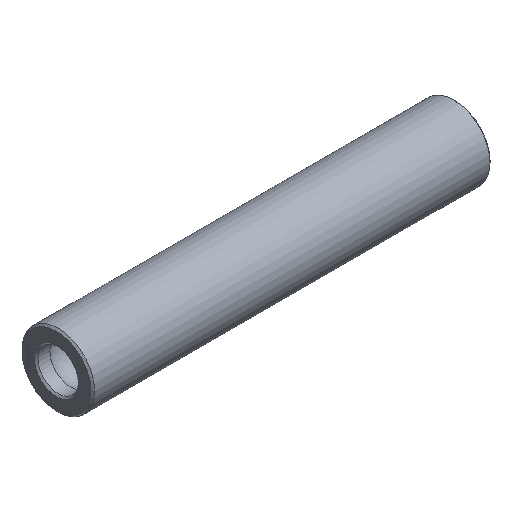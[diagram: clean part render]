
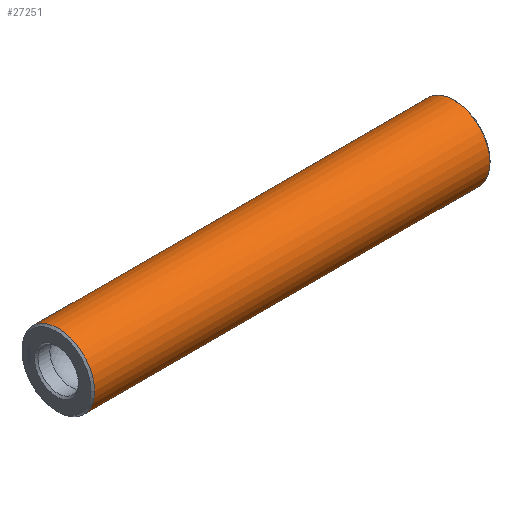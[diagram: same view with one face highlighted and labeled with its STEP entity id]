
A CAD part, isometric view. The second image highlights one B-rep face of the part: STEP entity #27251.
In plain terms, the highlighted cylindrical face has radius 6.25 mm (diameter 12.5 mm), a full revolution.
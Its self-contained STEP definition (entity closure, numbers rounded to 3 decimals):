
#134 = CONICAL_SURFACE('',#135,5.95,0.785);
#135 = AXIS2_PLACEMENT_3D('',#136,#137,#138);
#136 = CARTESIAN_POINT('',(-68.75,0.,0.));
#137 = DIRECTION('',(1.,0.,0.));
#138 = DIRECTION('',(0.,0.,1.));
#10121 = VERTEX_POINT('',#10122);
#10122 = CARTESIAN_POINT('',(-68.45,0.,6.25));
#10143 = EDGE_CURVE('',#10121,#10121,#10144,.T.);
#10144 = SURFACE_CURVE('',#10145,(#10150,#10157),.PCURVE_S1.);
#10145 = CIRCLE('',#10146,6.25);
#10146 = AXIS2_PLACEMENT_3D('',#10147,#10148,#10149);
#10147 = CARTESIAN_POINT('',(-68.45,0.,0.));
#10148 = DIRECTION('',(1.,0.,0.));
#10149 = DIRECTION('',(0.,0.,1.));
#10150 = PCURVE('',#134,#10151);
#10151 = DEFINITIONAL_REPRESENTATION('',(#10152),#10156);
#10152 = LINE('',#10153,#10154);
#10153 = CARTESIAN_POINT('',(0.,0.3));
#10154 = VECTOR('',#10155,1.);
#10155 = DIRECTION('',(1.,0.));
#10156 = ( GEOMETRIC_REPRESENTATION_CONTEXT(2) 
PARAMETRIC_REPRESENTATION_CONTEXT() REPRESENTATION_CONTEXT('2D SPACE',''
  ) );
#10157 = PCURVE('',#10158,#10163);
#10158 = CYLINDRICAL_SURFACE('',#10159,6.25);
#10159 = AXIS2_PLACEMENT_3D('',#10160,#10161,#10162);
#10160 = CARTESIAN_POINT('',(-68.45,0.,0.));
#10161 = DIRECTION('',(1.,0.,0.));
#10162 = DIRECTION('',(0.,0.,1.));
#10163 = DEFINITIONAL_REPRESENTATION('',(#10164),#10168);
#10164 = LINE('',#10165,#10166);
#10165 = CARTESIAN_POINT('',(0.,0.));
#10166 = VECTOR('',#10167,1.);
#10167 = DIRECTION('',(1.,0.));
#10168 = ( GEOMETRIC_REPRESENTATION_CONTEXT(2) 
PARAMETRIC_REPRESENTATION_CONTEXT() REPRESENTATION_CONTEXT('2D SPACE',''
  ) );
#27251 = ADVANCED_FACE('',(#27252),#10158,.T.);
#27252 = FACE_BOUND('',#27253,.T.);
#27253 = EDGE_LOOP('',(#27254,#27255,#27278,#27305));
#27254 = ORIENTED_EDGE('',*,*,#10143,.T.);
#27255 = ORIENTED_EDGE('',*,*,#27256,.T.);
#27256 = EDGE_CURVE('',#10121,#27257,#27259,.T.);
#27257 = VERTEX_POINT('',#27258);
#27258 = CARTESIAN_POINT('',(-0.3,0.,6.25));
#27259 = SEAM_CURVE('',#27260,(#27264,#27271),.PCURVE_S1.);
#27260 = LINE('',#27261,#27262);
#27261 = CARTESIAN_POINT('',(-68.45,0.,6.25));
#27262 = VECTOR('',#27263,1.);
#27263 = DIRECTION('',(1.,0.,0.));
#27264 = PCURVE('',#10158,#27265);
#27265 = DEFINITIONAL_REPRESENTATION('',(#27266),#27270);
#27266 = LINE('',#27267,#27268);
#27267 = CARTESIAN_POINT('',(0.,0.));
#27268 = VECTOR('',#27269,1.);
#27269 = DIRECTION('',(0.,1.));
#27270 = ( GEOMETRIC_REPRESENTATION_CONTEXT(2) 
PARAMETRIC_REPRESENTATION_CONTEXT() REPRESENTATION_CONTEXT('2D SPACE',''
  ) );
#27271 = PCURVE('',#10158,#27272);
#27272 = DEFINITIONAL_REPRESENTATION('',(#27273),#27277);
#27273 = LINE('',#27274,#27275);
#27274 = CARTESIAN_POINT('',(6.283,0.));
#27275 = VECTOR('',#27276,1.);
#27276 = DIRECTION('',(0.,1.));
#27277 = ( GEOMETRIC_REPRESENTATION_CONTEXT(2) 
PARAMETRIC_REPRESENTATION_CONTEXT() REPRESENTATION_CONTEXT('2D SPACE',''
  ) );
#27278 = ORIENTED_EDGE('',*,*,#27279,.F.);
#27279 = EDGE_CURVE('',#27257,#27257,#27280,.T.);
#27280 = SURFACE_CURVE('',#27281,(#27286,#27293),.PCURVE_S1.);
#27281 = CIRCLE('',#27282,6.25);
#27282 = AXIS2_PLACEMENT_3D('',#27283,#27284,#27285);
#27283 = CARTESIAN_POINT('',(-0.3,0.,0.));
#27284 = DIRECTION('',(1.,0.,0.));
#27285 = DIRECTION('',(0.,0.,1.));
#27286 = PCURVE('',#10158,#27287);
#27287 = DEFINITIONAL_REPRESENTATION('',(#27288),#27292);
#27288 = LINE('',#27289,#27290);
#27289 = CARTESIAN_POINT('',(0.,68.15));
#27290 = VECTOR('',#27291,1.);
#27291 = DIRECTION('',(1.,0.));
#27292 = ( GEOMETRIC_REPRESENTATION_CONTEXT(2) 
PARAMETRIC_REPRESENTATION_CONTEXT() REPRESENTATION_CONTEXT('2D SPACE',''
  ) );
#27293 = PCURVE('',#27294,#27299);
#27294 = CONICAL_SURFACE('',#27295,6.25,0.785);
#27295 = AXIS2_PLACEMENT_3D('',#27296,#27297,#27298);
#27296 = CARTESIAN_POINT('',(-0.3,0.,0.));
#27297 = DIRECTION('',(-1.,-0.,-0.));
#27298 = DIRECTION('',(0.,0.,1.));
#27299 = DEFINITIONAL_REPRESENTATION('',(#27300),#27304);
#27300 = LINE('',#27301,#27302);
#27301 = CARTESIAN_POINT('',(-0.,-0.));
#27302 = VECTOR('',#27303,1.);
#27303 = DIRECTION('',(-1.,-0.));
#27304 = ( GEOMETRIC_REPRESENTATION_CONTEXT(2) 
PARAMETRIC_REPRESENTATION_CONTEXT() REPRESENTATION_CONTEXT('2D SPACE',''
  ) );
#27305 = ORIENTED_EDGE('',*,*,#27256,.F.);
